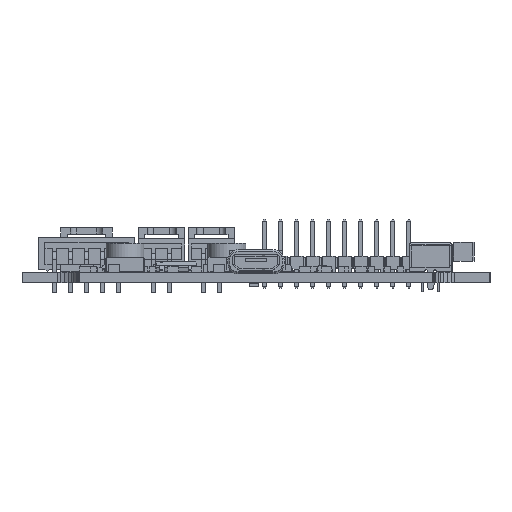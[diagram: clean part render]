
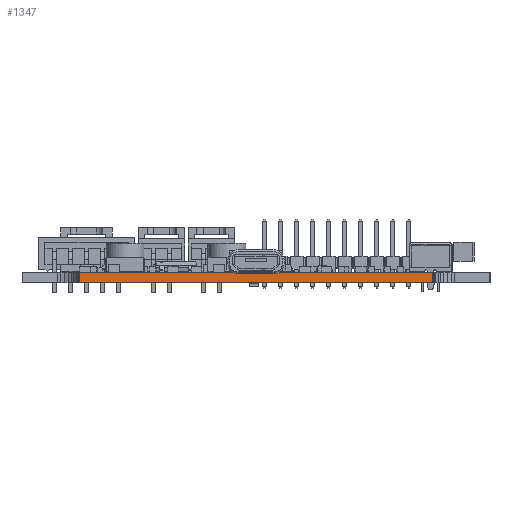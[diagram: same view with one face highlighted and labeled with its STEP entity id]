
A CAD part, left-side view. The second image highlights one B-rep face of the part: STEP entity #1347.
In plain terms, the highlighted planar face has unit normal (-1, 0, 0).
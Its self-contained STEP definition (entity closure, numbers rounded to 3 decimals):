
#1322 = VERTEX_POINT('',#1323);
#1323 = CARTESIAN_POINT('',(25.4,90.45,1.689));
#1329 = EDGE_CURVE('',#1330,#1322,#1332,.T.);
#1330 = VERTEX_POINT('',#1331);
#1331 = CARTESIAN_POINT('',(25.4,90.45,0.));
#1332 = LINE('',#1333,#1334);
#1333 = CARTESIAN_POINT('',(25.4,90.45,0.));
#1334 = VECTOR('',#1335,1.);
#1335 = DIRECTION('',(0.,0.,1.));
#1347 = ADVANCED_FACE('',(#1348),#1373,.F.);
#1348 = FACE_BOUND('',#1349,.F.);
#1349 = EDGE_LOOP('',(#1350,#1351,#1359,#1367));
#1350 = ORIENTED_EDGE('',*,*,#1329,.T.);
#1351 = ORIENTED_EDGE('',*,*,#1352,.T.);
#1352 = EDGE_CURVE('',#1322,#1353,#1355,.T.);
#1353 = VERTEX_POINT('',#1354);
#1354 = CARTESIAN_POINT('',(25.4,34.45,1.689));
#1355 = LINE('',#1356,#1357);
#1356 = CARTESIAN_POINT('',(25.4,90.45,1.689));
#1357 = VECTOR('',#1358,1.);
#1358 = DIRECTION('',(0.,-1.,0.));
#1359 = ORIENTED_EDGE('',*,*,#1360,.F.);
#1360 = EDGE_CURVE('',#1361,#1353,#1363,.T.);
#1361 = VERTEX_POINT('',#1362);
#1362 = CARTESIAN_POINT('',(25.4,34.45,0.));
#1363 = LINE('',#1364,#1365);
#1364 = CARTESIAN_POINT('',(25.4,34.45,0.));
#1365 = VECTOR('',#1366,1.);
#1366 = DIRECTION('',(0.,0.,1.));
#1367 = ORIENTED_EDGE('',*,*,#1368,.F.);
#1368 = EDGE_CURVE('',#1330,#1361,#1369,.T.);
#1369 = LINE('',#1370,#1371);
#1370 = CARTESIAN_POINT('',(25.4,90.45,0.));
#1371 = VECTOR('',#1372,1.);
#1372 = DIRECTION('',(0.,-1.,0.));
#1373 = PLANE('',#1374);
#1374 = AXIS2_PLACEMENT_3D('',#1375,#1376,#1377);
#1375 = CARTESIAN_POINT('',(25.4,90.45,0.));
#1376 = DIRECTION('',(1.,0.,0.));
#1377 = DIRECTION('',(0.,-1.,0.));
